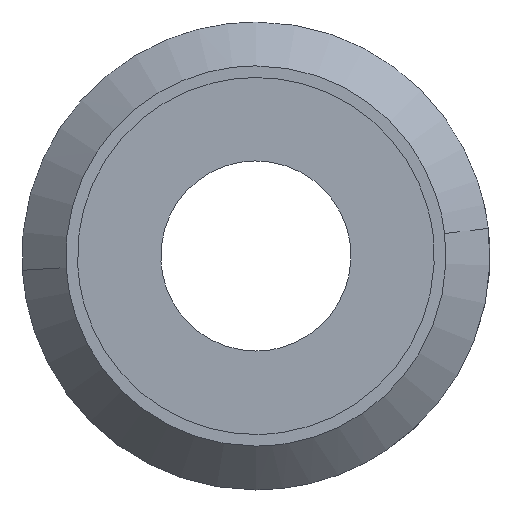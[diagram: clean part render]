
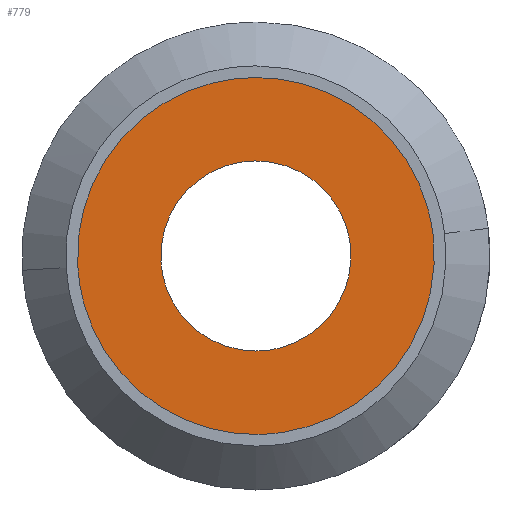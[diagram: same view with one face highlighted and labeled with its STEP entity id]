
A CAD part, front view. The second image highlights one B-rep face of the part: STEP entity #779.
In plain terms, the highlighted free-form (B-spline) face has degree [1, 1] with [2, 2] control points.
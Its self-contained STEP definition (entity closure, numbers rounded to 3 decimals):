
#301=CARTESIAN_POINT('',(-3.244,0.,-0.198));
#302=VERTEX_POINT('',#301);
#308=CARTESIAN_POINT('',(0.0,0.0,-3.25));
#309=VERTEX_POINT('',#308);
#310=CARTESIAN_POINT('',(0.0,0.0,-3.25));
#311=CARTESIAN_POINT('',(-3.057,0.0,-3.25));
#312=CARTESIAN_POINT('',(-3.244,0.,-0.198));
#320=(BOUNDED_CURVE()B_SPLINE_CURVE(2,(#310,#311,#312),.UNSPECIFIED.,.F.,.U.)B_SPLINE_CURVE_WITH_KNOTS((3,3),(0.5,0.739),.UNSPECIFIED.)CURVE()GEOMETRIC_REPRESENTATION_ITEM()RATIONAL_B_SPLINE_CURVE((1.0,0.72,0.976))REPRESENTATION_ITEM(''));
#321=EDGE_CURVE('',#309,#302,#320,.T.);
#323=CARTESIAN_POINT('',(3.227,0.,0.384));
#324=VERTEX_POINT('',#323);
#325=CARTESIAN_POINT('',(3.227,0.,0.384));
#326=CARTESIAN_POINT('',(3.25,0.0,0.192));
#327=CARTESIAN_POINT('',(3.25,0.0,0.0));
#328=CARTESIAN_POINT('',(3.25,0.0,-3.25));
#329=CARTESIAN_POINT('',(0.0,0.0,-3.25));
#337=(BOUNDED_CURVE()B_SPLINE_CURVE(2,(#325,#326,#327,#328,#329),.UNSPECIFIED.,.F.,.U.)B_SPLINE_CURVE_WITH_KNOTS((3,2,3),(0.23,0.25,0.5),.UNSPECIFIED.)CURVE()GEOMETRIC_REPRESENTATION_ITEM()RATIONAL_B_SPLINE_CURVE((0.956,0.976,1.0,0.707,1.0))REPRESENTATION_ITEM(''));
#338=EDGE_CURVE('',#324,#309,#337,.T.);
#382=CARTESIAN_POINT('',(0.0,0.0,3.25));
#383=VERTEX_POINT('',#382);
#384=CARTESIAN_POINT('',(0.0,0.0,3.25));
#385=CARTESIAN_POINT('',(2.887,0.0,3.25));
#386=CARTESIAN_POINT('',(3.227,0.,0.384));
#394=(BOUNDED_CURVE()B_SPLINE_CURVE(2,(#384,#385,#386),.UNSPECIFIED.,.F.,.U.)B_SPLINE_CURVE_WITH_KNOTS((3,3),(0.0,0.23),.UNSPECIFIED.)CURVE()GEOMETRIC_REPRESENTATION_ITEM()RATIONAL_B_SPLINE_CURVE((1.0,0.731,0.956))REPRESENTATION_ITEM(''));
#395=EDGE_CURVE('',#383,#324,#394,.T.);
#397=CARTESIAN_POINT('',(-3.244,0.,-0.198));
#398=CARTESIAN_POINT('',(-3.25,0.0,-0.099));
#399=CARTESIAN_POINT('',(-3.25,0.0,0.0));
#400=CARTESIAN_POINT('',(-3.25,0.0,3.25));
#401=CARTESIAN_POINT('',(0.0,0.0,3.25));
#409=(BOUNDED_CURVE()B_SPLINE_CURVE(2,(#397,#398,#399,#400,#401),.UNSPECIFIED.,.F.,.U.)B_SPLINE_CURVE_WITH_KNOTS((3,2,3),(0.739,0.75,1.0),.UNSPECIFIED.)CURVE()GEOMETRIC_REPRESENTATION_ITEM()RATIONAL_B_SPLINE_CURVE((0.976,0.988,1.0,0.707,1.0))REPRESENTATION_ITEM(''));
#410=EDGE_CURVE('',#302,#383,#409,.T.);
#453=CARTESIAN_POINT('',(6.057,0.,0.72));
#454=VERTEX_POINT('',#453);
#455=CARTESIAN_POINT('',(0.0,0.0,-6.1));
#456=VERTEX_POINT('',#455);
#457=CARTESIAN_POINT('',(6.057,0.,0.72));
#458=CARTESIAN_POINT('',(6.1,0.0,0.361));
#459=CARTESIAN_POINT('',(6.1,0.0,0.0));
#460=CARTESIAN_POINT('',(6.1,0.0,-6.1));
#461=CARTESIAN_POINT('',(0.0,0.0,-6.1));
#469=(BOUNDED_CURVE()B_SPLINE_CURVE(2,(#457,#458,#459,#460,#461),.UNSPECIFIED.,.F.,.U.)B_SPLINE_CURVE_WITH_KNOTS((3,2,3),(0.23,0.25,0.5),.UNSPECIFIED.)CURVE()GEOMETRIC_REPRESENTATION_ITEM()RATIONAL_B_SPLINE_CURVE((0.956,0.976,1.0,0.707,1.0))REPRESENTATION_ITEM(''));
#470=EDGE_CURVE('',#454,#456,#469,.T.);
#472=CARTESIAN_POINT('',(-6.089,0.,-0.372));
#473=VERTEX_POINT('',#472);
#474=CARTESIAN_POINT('',(0.0,0.0,-6.1));
#475=CARTESIAN_POINT('',(-5.738,0.0,-6.1));
#476=CARTESIAN_POINT('',(-6.089,0.,-0.372));
#484=(BOUNDED_CURVE()B_SPLINE_CURVE(2,(#474,#475,#476),.UNSPECIFIED.,.F.,.U.)B_SPLINE_CURVE_WITH_KNOTS((3,3),(0.5,0.739),.UNSPECIFIED.)CURVE()GEOMETRIC_REPRESENTATION_ITEM()RATIONAL_B_SPLINE_CURVE((1.0,0.72,0.976))REPRESENTATION_ITEM(''));
#485=EDGE_CURVE('',#456,#473,#484,.T.);
#552=CARTESIAN_POINT('',(0.0,0.0,6.1));
#553=VERTEX_POINT('',#552);
#554=CARTESIAN_POINT('',(0.0,0.0,6.1));
#555=CARTESIAN_POINT('',(5.418,0.0,6.1));
#556=CARTESIAN_POINT('',(6.057,0.,0.72));
#564=(BOUNDED_CURVE()B_SPLINE_CURVE(2,(#554,#555,#556),.UNSPECIFIED.,.F.,.U.)B_SPLINE_CURVE_WITH_KNOTS((3,3),(0.0,0.23),.UNSPECIFIED.)CURVE()GEOMETRIC_REPRESENTATION_ITEM()RATIONAL_B_SPLINE_CURVE((1.0,0.731,0.956))REPRESENTATION_ITEM(''));
#565=EDGE_CURVE('',#553,#454,#564,.T.);
#599=CARTESIAN_POINT('',(-6.089,0.,-0.372));
#600=CARTESIAN_POINT('',(-6.1,0.0,-0.186));
#601=CARTESIAN_POINT('',(-6.1,0.0,0.0));
#602=CARTESIAN_POINT('',(-6.1,0.0,6.1));
#603=CARTESIAN_POINT('',(0.0,0.0,6.1));
#611=(BOUNDED_CURVE()B_SPLINE_CURVE(2,(#599,#600,#601,#602,#603),.UNSPECIFIED.,.F.,.U.)B_SPLINE_CURVE_WITH_KNOTS((3,2,3),(0.739,0.75,1.0),.UNSPECIFIED.)CURVE()GEOMETRIC_REPRESENTATION_ITEM()RATIONAL_B_SPLINE_CURVE((0.976,0.988,1.0,0.707,1.0))REPRESENTATION_ITEM(''));
#612=EDGE_CURVE('',#473,#553,#611,.T.);
#762=CARTESIAN_POINT('',(-6.709,0.0,6.709));
#763=CARTESIAN_POINT('',(-6.709,0.0,-6.709));
#764=CARTESIAN_POINT('',(6.709,0.0,6.709));
#765=CARTESIAN_POINT('',(6.709,0.0,-6.709));
#766=B_SPLINE_SURFACE_WITH_KNOTS('',1,1,((#762,#764),(#763,#765)),.UNSPECIFIED.,.F.,.F.,.U.,(2,2),(2,2),(0.0,13.419),(0.0,13.419),.UNSPECIFIED.);
#767=ORIENTED_EDGE('',*,*,#612,.F.);
#768=ORIENTED_EDGE('',*,*,#485,.F.);
#769=ORIENTED_EDGE('',*,*,#470,.F.);
#770=ORIENTED_EDGE('',*,*,#565,.F.);
#771=EDGE_LOOP('',(#767,#768,#769,#770));
#772=FACE_OUTER_BOUND('',#771,.T.);
#773=ORIENTED_EDGE('',*,*,#321,.T.);
#774=ORIENTED_EDGE('',*,*,#410,.T.);
#775=ORIENTED_EDGE('',*,*,#395,.T.);
#776=ORIENTED_EDGE('',*,*,#338,.T.);
#777=EDGE_LOOP('',(#773,#774,#775,#776));
#778=FACE_BOUND('',#777,.T.);
#779=ADVANCED_FACE('',(#772,#778),#766,.T.);
